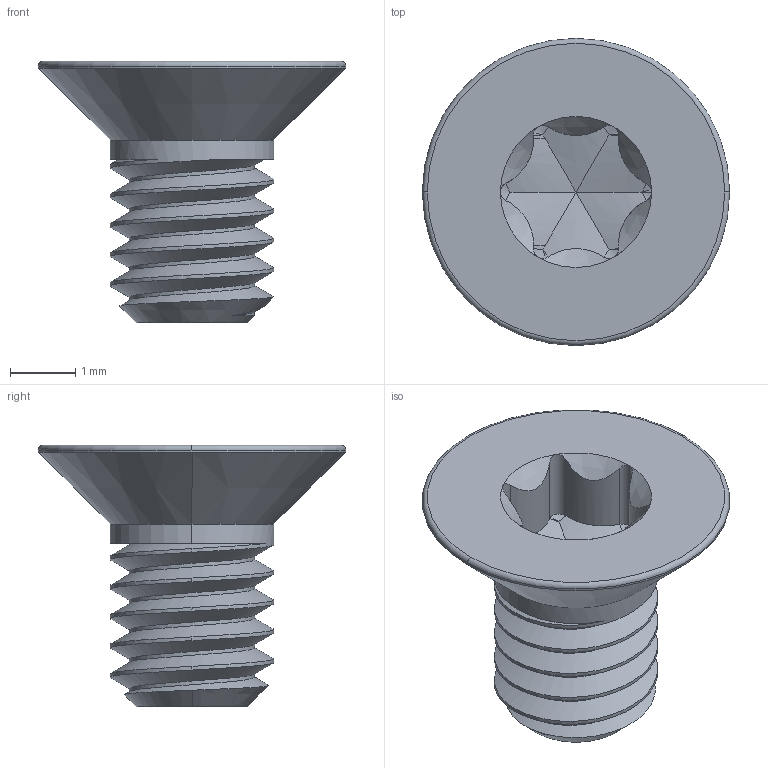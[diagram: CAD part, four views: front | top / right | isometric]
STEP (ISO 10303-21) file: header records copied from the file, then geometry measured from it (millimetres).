
FILE_DESCRIPTION (( 'STEP AP203' ), '1' );
FILE_NAME ('92703A448_18-8 Stainless Steel Torx Flat Head Screws.STEP', '2022-12-06T20:30:09', ( 'Administrator' ), ( 'Managed by Terraform' ), 'SwSTEP 2.0', 'SolidWorks 2017', '' );
FILE_SCHEMA (( 'CONFIG_CONTROL_DESIGN' ));
Length unit declared in the file: millimetre
Products named in the file (1): 92703A448_18-8 Stainless Steel Torx Flat Head Screws
Bounding box: 4.7 x 4.7 x 4 mm (x, y, z)
Volume: 20.4 mm3; surface area: 78.7 mm2
Topology: 1 solids, 1 shells, 66 faces, 162 edges, 90 vertices
Faces by surface type: cylinder 30, cone 28, plane 3, bspline 3, torus 2
Entity records: 2996 total; most frequent: CARTESIAN_POINT 1559, ORIENTED_EDGE 306, DIRECTION 258, EDGE_CURVE 153, AXIS2_PLACEMENT_3D 103, VERTEX_POINT 90, EDGE_LOOP 67, ADVANCED_FACE 66
